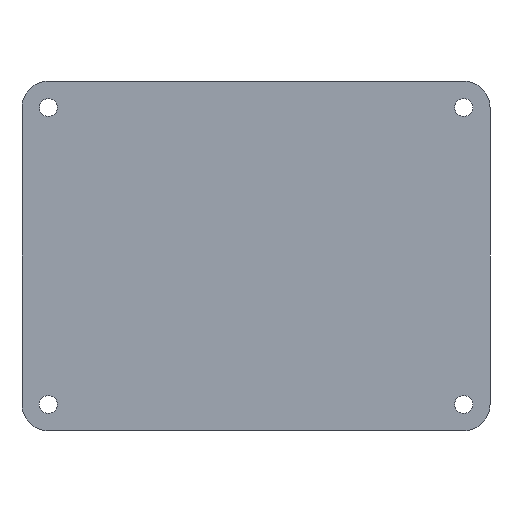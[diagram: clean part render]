
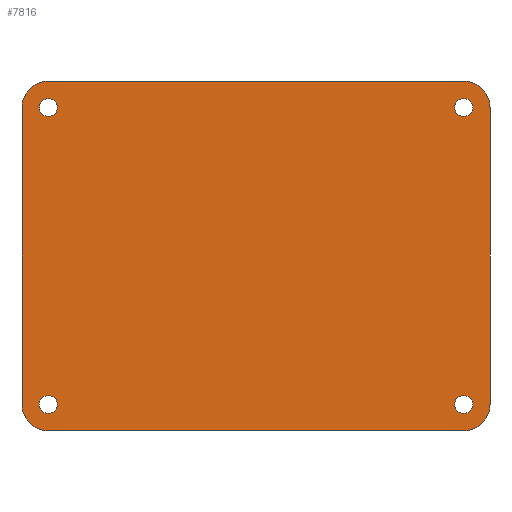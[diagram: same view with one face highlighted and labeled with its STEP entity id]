
A CAD part, front view. The second image highlights one B-rep face of the part: STEP entity #7816.
In plain terms, the highlighted planar face has unit normal (0, -1, 0).
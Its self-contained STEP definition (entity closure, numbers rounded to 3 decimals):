
#708=FACE_BOUND('',#1429,.T.);
#709=FACE_BOUND('',#1430,.T.);
#710=FACE_BOUND('',#1431,.T.);
#711=FACE_BOUND('',#1432,.T.);
#828=CIRCLE('',#8270,5.);
#829=CIRCLE('',#8273,5.);
#830=CIRCLE('',#8276,5.);
#831=CIRCLE('',#8279,5.);
#837=CIRCLE('',#8296,1.7);
#839=CIRCLE('',#8300,1.7);
#841=CIRCLE('',#8304,1.7);
#843=CIRCLE('',#8308,1.7);
#989=FACE_OUTER_BOUND('',#1428,.T.);
#1428=EDGE_LOOP('',(#5373,#5374,#5375,#5376,#5377,#5378,#5379,#5380));
#1429=EDGE_LOOP('',(#5381));
#1430=EDGE_LOOP('',(#5382));
#1431=EDGE_LOOP('',(#5383));
#1432=EDGE_LOOP('',(#5384));
#1949=LINE('',#10080,#2606);
#1966=LINE('',#10130,#2623);
#1969=LINE('',#10138,#2626);
#1972=LINE('',#10146,#2629);
#2606=VECTOR('',#8653,10.);
#2623=VECTOR('',#8696,10.);
#2626=VECTOR('',#8705,10.);
#2629=VECTOR('',#8714,10.);
#3262=VERTEX_POINT('',#10077);
#3263=VERTEX_POINT('',#10079);
#3282=VERTEX_POINT('',#10124);
#3283=VERTEX_POINT('',#10128);
#3284=VERTEX_POINT('',#10132);
#3285=VERTEX_POINT('',#10136);
#3286=VERTEX_POINT('',#10140);
#3287=VERTEX_POINT('',#10144);
#3297=VERTEX_POINT('',#10187);
#3299=VERTEX_POINT('',#10194);
#3301=VERTEX_POINT('',#10201);
#3303=VERTEX_POINT('',#10208);
#4057=EDGE_CURVE('',#3263,#3262,#1949,.T.);
#4081=EDGE_CURVE('',#3282,#3262,#828,.T.);
#4083=EDGE_CURVE('',#3282,#3283,#1966,.T.);
#4085=EDGE_CURVE('',#3284,#3283,#829,.T.);
#4087=EDGE_CURVE('',#3285,#3284,#1969,.T.);
#4089=EDGE_CURVE('',#3286,#3285,#830,.T.);
#4091=EDGE_CURVE('',#3286,#3287,#1972,.T.);
#4092=EDGE_CURVE('',#3263,#3287,#831,.T.);
#4112=EDGE_CURVE('',#3297,#3297,#837,.T.);
#4115=EDGE_CURVE('',#3299,#3299,#839,.T.);
#4118=EDGE_CURVE('',#3301,#3301,#841,.T.);
#4121=EDGE_CURVE('',#3303,#3303,#843,.T.);
#5373=ORIENTED_EDGE('',*,*,#4081,.F.);
#5374=ORIENTED_EDGE('',*,*,#4083,.T.);
#5375=ORIENTED_EDGE('',*,*,#4085,.F.);
#5376=ORIENTED_EDGE('',*,*,#4087,.F.);
#5377=ORIENTED_EDGE('',*,*,#4089,.F.);
#5378=ORIENTED_EDGE('',*,*,#4091,.T.);
#5379=ORIENTED_EDGE('',*,*,#4092,.F.);
#5380=ORIENTED_EDGE('',*,*,#4057,.T.);
#5381=ORIENTED_EDGE('',*,*,#4118,.F.);
#5382=ORIENTED_EDGE('',*,*,#4112,.F.);
#5383=ORIENTED_EDGE('',*,*,#4115,.F.);
#5384=ORIENTED_EDGE('',*,*,#4121,.F.);
#7640=PLANE('',#8310);
#7816=ADVANCED_FACE('',(#989,#708,#709,#710,#711),#7640,.F.);
#8270=AXIS2_PLACEMENT_3D('',#10126,#8691,#8692);
#8273=AXIS2_PLACEMENT_3D('',#10134,#8700,#8701);
#8276=AXIS2_PLACEMENT_3D('',#10142,#8709,#8710);
#8279=AXIS2_PLACEMENT_3D('',#10148,#8717,#8718);
#8296=AXIS2_PLACEMENT_3D('',#10189,#8765,#8766);
#8300=AXIS2_PLACEMENT_3D('',#10196,#8774,#8775);
#8304=AXIS2_PLACEMENT_3D('',#10203,#8783,#8784);
#8308=AXIS2_PLACEMENT_3D('',#10210,#8792,#8793);
#8310=AXIS2_PLACEMENT_3D('',#10212,#8796,#8797);
#8653=DIRECTION('',(1.,0.,0.));
#8691=DIRECTION('center_axis',(0.,1.,0.));
#8692=DIRECTION('ref_axis',(0.707,0.,-0.707));
#8696=DIRECTION('',(0.,0.,1.));
#8700=DIRECTION('center_axis',(0.,1.,0.));
#8701=DIRECTION('ref_axis',(0.707,0.,0.707));
#8705=DIRECTION('',(1.,0.,0.));
#8709=DIRECTION('center_axis',(0.,1.,0.));
#8710=DIRECTION('ref_axis',(-0.707,0.,0.707));
#8714=DIRECTION('',(0.,0.,-1.));
#8717=DIRECTION('center_axis',(0.,1.,0.));
#8718=DIRECTION('ref_axis',(-0.707,0.,-0.707));
#8765=DIRECTION('center_axis',(0.,-1.,0.));
#8766=DIRECTION('ref_axis',(1.,0.,0.));
#8774=DIRECTION('center_axis',(0.,-1.,0.));
#8775=DIRECTION('ref_axis',(1.,0.,0.));
#8783=DIRECTION('center_axis',(0.,-1.,0.));
#8784=DIRECTION('ref_axis',(1.,0.,0.));
#8792=DIRECTION('center_axis',(0.,-1.,0.));
#8793=DIRECTION('ref_axis',(1.,0.,0.));
#8796=DIRECTION('center_axis',(0.,1.,0.));
#8797=DIRECTION('ref_axis',(1.,0.,0.));
#10077=CARTESIAN_POINT('',(73.9,0.,-10.));
#10079=CARTESIAN_POINT('',(-5.,0.,-10.));
#10080=CARTESIAN_POINT('',(-10.,0.,-10.));
#10124=CARTESIAN_POINT('',(78.9,0.,-5.));
#10126=CARTESIAN_POINT('Origin',(73.9,0.,-5.));
#10128=CARTESIAN_POINT('',(78.9,0.,51.4));
#10130=CARTESIAN_POINT('',(78.9,0.,-10.));
#10132=CARTESIAN_POINT('',(73.9,0.,56.4));
#10134=CARTESIAN_POINT('Origin',(73.9,0.,51.4));
#10136=CARTESIAN_POINT('',(-5.,0.,56.4));
#10138=CARTESIAN_POINT('',(-10.,0.,56.4));
#10140=CARTESIAN_POINT('',(-10.,0.,51.4));
#10142=CARTESIAN_POINT('Origin',(-5.,0.,51.4));
#10144=CARTESIAN_POINT('',(-10.,0.,-5.));
#10146=CARTESIAN_POINT('',(-10.,0.,56.4));
#10148=CARTESIAN_POINT('Origin',(-5.,0.,-5.));
#10187=CARTESIAN_POINT('',(-6.7,0.,51.4));
#10189=CARTESIAN_POINT('Origin',(-5.,0.,51.4));
#10194=CARTESIAN_POINT('',(72.2,0.,51.4));
#10196=CARTESIAN_POINT('Origin',(73.9,0.,51.4));
#10201=CARTESIAN_POINT('',(72.2,0.,-5.));
#10203=CARTESIAN_POINT('Origin',(73.9,0.,-5.));
#10208=CARTESIAN_POINT('',(-6.7,0.,-5.));
#10210=CARTESIAN_POINT('Origin',(-5.,0.,-5.));
#10212=CARTESIAN_POINT('Origin',(-5.,0.,-5.));
